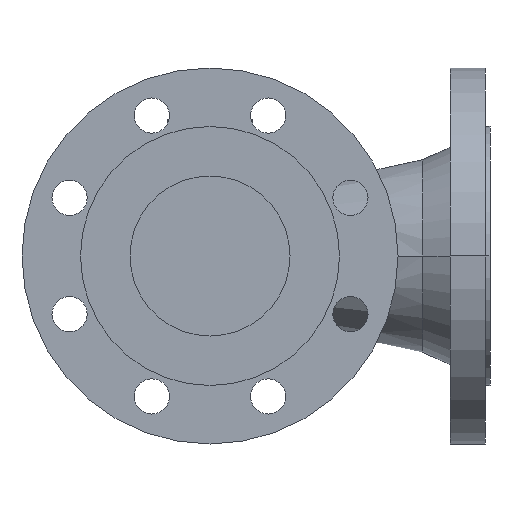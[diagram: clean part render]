
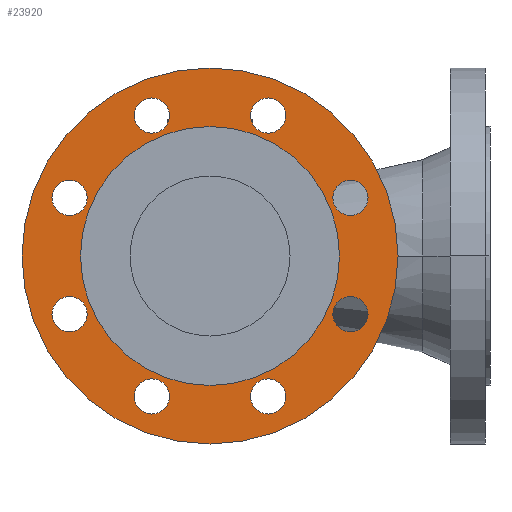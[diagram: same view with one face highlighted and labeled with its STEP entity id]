
A CAD part, front view. The second image highlights one B-rep face of the part: STEP entity #23920.
In plain terms, the highlighted planar face has unit normal (0, -1, 0).
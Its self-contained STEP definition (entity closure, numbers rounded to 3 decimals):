
#1970=CARTESIAN_POINT('',(80.95,3.,0.));
#1980=VERTEX_POINT('',#1970);
#2010=CARTESIAN_POINT('',(0.,3.,0.));
#2020=DIRECTION('',(0.,-1.,-0.));
#2030=DIRECTION('',(-1.,0.,0.));
#2040=AXIS2_PLACEMENT_3D('',#2010,#2020,#2030);
#2050=CIRCLE('',#2040,80.95);
#2060=CARTESIAN_POINT('',(-80.95,3.,0.));
#2070=VERTEX_POINT('',#2060);
#2080=EDGE_CURVE('',#2070,#1980,#2050,.T.);
#2370=CARTESIAN_POINT('',(117.5,3.,0.));
#2380=VERTEX_POINT('',#2370);
#2560=CARTESIAN_POINT('',(-117.5,3.,0.));
#2570=VERTEX_POINT('',#2560);
#2600=CARTESIAN_POINT('',(0.,3.,0.));
#2610=DIRECTION('',(0.,-1.,-0.));
#2620=DIRECTION('',(-1.,0.,0.));
#2630=AXIS2_PLACEMENT_3D('',#2600,#2610,#2620);
#2640=CIRCLE('',#2630,117.5);
#2650=EDGE_CURVE('',#2570,#2380,#2640,.T.);
#10220=CARTESIAN_POINT('',(76.769,3.,-36.355));
#10230=VERTEX_POINT('',#10220);
#10260=CARTESIAN_POINT('',(87.769,3.,-36.355));
#10270=DIRECTION('',(-0.,1.,0.));
#10280=DIRECTION('',(1.,0.,0.));
#10290=AXIS2_PLACEMENT_3D('',#10260,#10270,#10280);
#10300=CIRCLE('',#10290,11.);
#10310=CARTESIAN_POINT('',(98.769,3.,-36.355));
#10320=VERTEX_POINT('',#10310);
#10330=EDGE_CURVE('',#10230,#10320,#10300,.T.);
#10640=CARTESIAN_POINT('',(98.769,3.,36.355));
#10650=VERTEX_POINT('',#10640);
#10680=CARTESIAN_POINT('',(87.769,3.,36.355));
#10690=DIRECTION('',(-0.,1.,0.));
#10700=DIRECTION('',(1.,0.,0.));
#10710=AXIS2_PLACEMENT_3D('',#10680,#10690,#10700);
#10720=CIRCLE('',#10710,11.);
#10730=CARTESIAN_POINT('',(76.769,3.,36.355));
#10740=VERTEX_POINT('',#10730);
#10750=EDGE_CURVE('',#10650,#10740,#10720,.T.);
#11060=CARTESIAN_POINT('',(25.355,3.,87.769));
#11070=VERTEX_POINT('',#11060);
#11230=CARTESIAN_POINT('',(47.355,3.,87.769));
#11240=VERTEX_POINT('',#11230);
#11270=CARTESIAN_POINT('',(36.355,3.,87.769));
#11280=DIRECTION('',(-0.,1.,0.));
#11290=DIRECTION('',(1.,0.,0.));
#11300=AXIS2_PLACEMENT_3D('',#11270,#11280,#11290);
#11310=CIRCLE('',#11300,11.);
#11320=EDGE_CURVE('',#11240,#11070,#11310,.T.);
#11480=CARTESIAN_POINT('',(-47.355,3.,87.769));
#11490=VERTEX_POINT('',#11480);
#11650=CARTESIAN_POINT('',(-25.355,3.,87.769));
#11660=VERTEX_POINT('',#11650);
#11690=CARTESIAN_POINT('',(-36.355,3.,87.769));
#11700=DIRECTION('',(-0.,1.,0.));
#11710=DIRECTION('',(1.,0.,0.));
#11720=AXIS2_PLACEMENT_3D('',#11690,#11700,#11710);
#11730=CIRCLE('',#11720,11.);
#11740=EDGE_CURVE('',#11660,#11490,#11730,.T.);
#11900=CARTESIAN_POINT('',(-98.769,3.,36.355));
#11910=VERTEX_POINT('',#11900);
#12070=CARTESIAN_POINT('',(-76.769,3.,36.355));
#12080=VERTEX_POINT('',#12070);
#12110=CARTESIAN_POINT('',(-87.769,3.,36.355));
#12120=DIRECTION('',(-0.,1.,0.));
#12130=DIRECTION('',(1.,0.,0.));
#12140=AXIS2_PLACEMENT_3D('',#12110,#12120,#12130);
#12150=CIRCLE('',#12140,11.);
#12160=EDGE_CURVE('',#12080,#11910,#12150,.T.);
#12320=CARTESIAN_POINT('',(-98.769,3.,-36.355));
#12330=VERTEX_POINT('',#12320);
#12360=CARTESIAN_POINT('',(-87.769,3.,-36.355));
#12370=DIRECTION('',(-0.,1.,0.));
#12380=DIRECTION('',(1.,0.,0.));
#12390=AXIS2_PLACEMENT_3D('',#12360,#12370,#12380);
#12400=CIRCLE('',#12390,11.);
#12410=CARTESIAN_POINT('',(-76.769,3.,-36.355));
#12420=VERTEX_POINT('',#12410);
#12430=EDGE_CURVE('',#12330,#12420,#12400,.T.);
#12740=CARTESIAN_POINT('',(-47.355,3.,-87.769));
#12750=VERTEX_POINT('',#12740);
#12780=CARTESIAN_POINT('',(-36.355,3.,-87.769));
#12790=DIRECTION('',(-0.,1.,0.));
#12800=DIRECTION('',(1.,0.,0.));
#12810=AXIS2_PLACEMENT_3D('',#12780,#12790,#12800);
#12820=CIRCLE('',#12810,11.);
#12830=CARTESIAN_POINT('',(-25.355,3.,-87.769));
#12840=VERTEX_POINT('',#12830);
#12850=EDGE_CURVE('',#12750,#12840,#12820,.T.);
#13160=CARTESIAN_POINT('',(47.355,3.,-87.769));
#13170=VERTEX_POINT('',#13160);
#13200=CARTESIAN_POINT('',(36.355,3.,-87.769));
#13210=DIRECTION('',(-0.,1.,0.));
#13220=DIRECTION('',(1.,0.,0.));
#13230=AXIS2_PLACEMENT_3D('',#13200,#13210,#13220);
#13240=CIRCLE('',#13230,11.);
#13250=CARTESIAN_POINT('',(25.355,3.,-87.769));
#13260=VERTEX_POINT('',#13250);
#13270=EDGE_CURVE('',#13170,#13260,#13240,.T.);
#23370=CARTESIAN_POINT('',(-99.225,3.,0.));
#23380=DIRECTION('',(0.,-1.,-0.));
#23390=DIRECTION('',(-1.,0.,0.));
#23400=AXIS2_PLACEMENT_3D('',#23370,#23380,#23390);
#23410=PLANE('',#23400);
#23420=ORIENTED_EDGE('',*,*,#13270,.T.);
#23430=EDGE_CURVE('',#13260,#13170,#13240,.T.);
#23440=ORIENTED_EDGE('',*,*,#23430,.T.);
#23450=EDGE_LOOP('',(#23440,#23420));
#23460=FACE_BOUND('',#23450,.T.);
#23470=ORIENTED_EDGE('',*,*,#12850,.T.);
#23480=EDGE_CURVE('',#12840,#12750,#12820,.T.);
#23490=ORIENTED_EDGE('',*,*,#23480,.T.);
#23500=EDGE_LOOP('',(#23490,#23470));
#23510=FACE_BOUND('',#23500,.T.);
#23520=EDGE_CURVE('',#12420,#12330,#12400,.T.);
#23530=ORIENTED_EDGE('',*,*,#23520,.T.);
#23540=ORIENTED_EDGE('',*,*,#12430,.T.);
#23550=EDGE_LOOP('',(#23540,#23530));
#23560=FACE_BOUND('',#23550,.T.);
#23570=EDGE_CURVE('',#11910,#12080,#12150,.T.);
#23580=ORIENTED_EDGE('',*,*,#23570,.T.);
#23590=ORIENTED_EDGE('',*,*,#12160,.T.);
#23600=EDGE_LOOP('',(#23590,#23580));
#23610=FACE_BOUND('',#23600,.T.);
#23620=EDGE_CURVE('',#11490,#11660,#11730,.T.);
#23630=ORIENTED_EDGE('',*,*,#23620,.T.);
#23640=ORIENTED_EDGE('',*,*,#11740,.T.);
#23650=EDGE_LOOP('',(#23640,#23630));
#23660=FACE_BOUND('',#23650,.T.);
#23670=EDGE_CURVE('',#11070,#11240,#11310,.T.);
#23680=ORIENTED_EDGE('',*,*,#23670,.T.);
#23690=ORIENTED_EDGE('',*,*,#11320,.T.);
#23700=EDGE_LOOP('',(#23690,#23680));
#23710=FACE_BOUND('',#23700,.T.);
#23720=EDGE_CURVE('',#10740,#10650,#10720,.T.);
#23730=ORIENTED_EDGE('',*,*,#23720,.T.);
#23740=ORIENTED_EDGE('',*,*,#10750,.T.);
#23750=EDGE_LOOP('',(#23740,#23730));
#23760=FACE_BOUND('',#23750,.T.);
#23770=ORIENTED_EDGE('',*,*,#10330,.T.);
#23780=EDGE_CURVE('',#10320,#10230,#10300,.T.);
#23790=ORIENTED_EDGE('',*,*,#23780,.T.);
#23800=EDGE_LOOP('',(#23790,#23770));
#23810=FACE_BOUND('',#23800,.T.);
#23820=EDGE_CURVE('',#1980,#2070,#2050,.T.);
#23830=ORIENTED_EDGE('',*,*,#23820,.F.);
#23840=ORIENTED_EDGE('',*,*,#2080,.F.);
#23850=EDGE_LOOP('',(#23840,#23830));
#23860=FACE_BOUND('',#23850,.T.);
#23870=EDGE_CURVE('',#2380,#2570,#2640,.T.);
#23880=ORIENTED_EDGE('',*,*,#23870,.T.);
#23890=ORIENTED_EDGE('',*,*,#2650,.T.);
#23900=EDGE_LOOP('',(#23890,#23880));
#23910=FACE_OUTER_BOUND('',#23900,.T.);
#23920=ADVANCED_FACE('',(#23460,#23510,#23560,#23610,#23660,#23710,
#23760,#23810,#23860,#23910),#23410,.T.);
